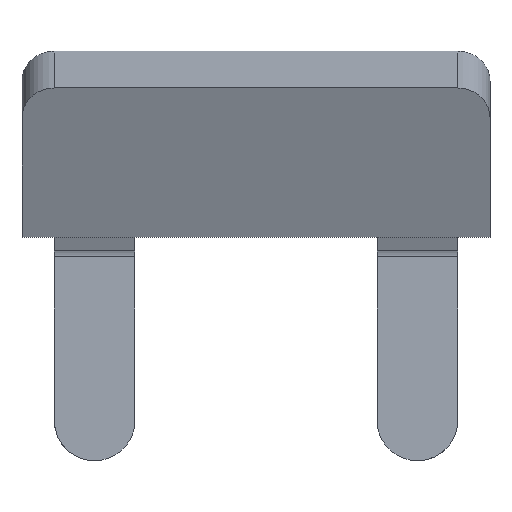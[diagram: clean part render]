
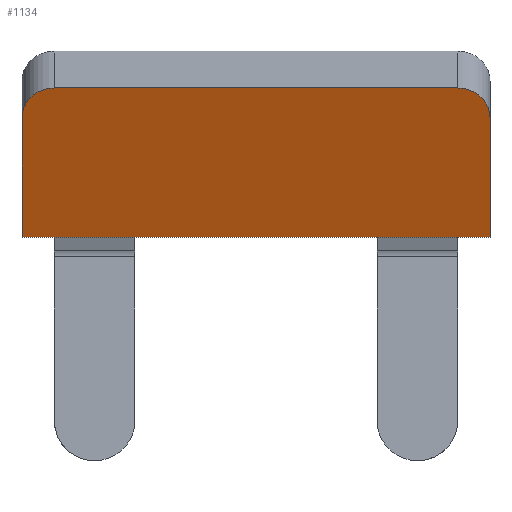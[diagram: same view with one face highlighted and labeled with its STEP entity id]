
A CAD part, front view. The second image highlights one B-rep face of the part: STEP entity #1134.
In plain terms, the highlighted planar face has unit normal (0, -0.925, -0.38).
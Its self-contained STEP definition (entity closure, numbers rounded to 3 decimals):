
#950=AXIS2_PLACEMENT_3D('Circle Axis2P3D',#948,#949,$) ;
#1062=AXIS2_PLACEMENT_3D('Circle Axis2P3D',#1060,#1061,$) ;
#1119=AXIS2_PLACEMENT_3D('Plane Axis2P3D',#1116,#1117,#1118) ;
#931=CARTESIAN_POINT('Vertex',(1.,0.,11.282)) ;
#945=CARTESIAN_POINT('Vertex',(0.,0.379,10.357)) ;
#948=CARTESIAN_POINT('Axis2P3D Location',(1.,0.379,10.357)) ;
#984=CARTESIAN_POINT('Vertex',(0.,1.897,6.656)) ;
#987=CARTESIAN_POINT('Line Origine',(0.,1.138,8.507)) ;
#1011=CARTESIAN_POINT('Vertex',(14.5,1.897,6.656)) ;
#1025=CARTESIAN_POINT('Vertex',(14.5,0.379,10.357)) ;
#1028=CARTESIAN_POINT('Line Origine',(14.5,1.138,8.507)) ;
#1057=CARTESIAN_POINT('Vertex',(13.5,0.,11.282)) ;
#1060=CARTESIAN_POINT('Axis2P3D Location',(13.5,0.379,10.357)) ;
#1083=CARTESIAN_POINT('Line Origine',(7.25,0.,11.282)) ;
#1116=CARTESIAN_POINT('Axis2P3D Location',(7.25,2.239,5.824)) ;
#1121=CARTESIAN_POINT('Line Origine',(7.25,1.897,6.656)) ;
#949=DIRECTION('Axis2P3D Direction',(0.,-0.925,-0.379)) ;
#988=DIRECTION('Vector Direction',(0.,0.379,-0.925)) ;
#1029=DIRECTION('Vector Direction',(0.,-0.379,0.925)) ;
#1061=DIRECTION('Axis2P3D Direction',(0.,-0.925,-0.379)) ;
#1084=DIRECTION('Vector Direction',(1.,0.,0.)) ;
#1117=DIRECTION('Axis2P3D Direction',(0.,-0.925,-0.379)) ;
#1118=DIRECTION('Axis2P3D XDirection',(1.,0.,0.)) ;
#1122=DIRECTION('Vector Direction',(-1.,0.,0.)) ;
#989=VECTOR('Line Direction',#988,1.) ;
#1030=VECTOR('Line Direction',#1029,1.) ;
#1085=VECTOR('Line Direction',#1084,1.) ;
#1123=VECTOR('Line Direction',#1122,1.) ;
#1127=ORIENTED_EDGE('',*,*,#952,.T.) ;
#1128=ORIENTED_EDGE('',*,*,#991,.T.) ;
#1129=ORIENTED_EDGE('',*,*,#1125,.T.) ;
#1130=ORIENTED_EDGE('',*,*,#1032,.T.) ;
#1131=ORIENTED_EDGE('',*,*,#1064,.T.) ;
#1132=ORIENTED_EDGE('',*,*,#1087,.T.) ;
#1134=ADVANCED_FACE('K\X2\00F6\X0\rper.4',(#1133),#1120,.T.) ;
#951=CIRCLE('generated circle',#950,1.) ;
#1063=CIRCLE('generated circle',#1062,1.) ;
#952=EDGE_CURVE('',#932,#946,#951,.T.) ;
#991=EDGE_CURVE('',#946,#985,#990,.T.) ;
#1032=EDGE_CURVE('',#1012,#1026,#1031,.T.) ;
#1064=EDGE_CURVE('',#1026,#1058,#1063,.T.) ;
#1087=EDGE_CURVE('',#1058,#932,#1086,.F.) ;
#1125=EDGE_CURVE('',#985,#1012,#1124,.F.) ;
#1126=EDGE_LOOP('',(#1127,#1128,#1129,#1130,#1131,#1132)) ;
#1133=FACE_OUTER_BOUND('',#1126,.T.) ;
#990=LINE('Line',#987,#989) ;
#1031=LINE('Line',#1028,#1030) ;
#1086=LINE('Line',#1083,#1085) ;
#1124=LINE('Line',#1121,#1123) ;
#1120=PLANE('',#1119) ;
#932=VERTEX_POINT('',#931) ;
#946=VERTEX_POINT('',#945) ;
#985=VERTEX_POINT('',#984) ;
#1012=VERTEX_POINT('',#1011) ;
#1026=VERTEX_POINT('',#1025) ;
#1058=VERTEX_POINT('',#1057) ;
